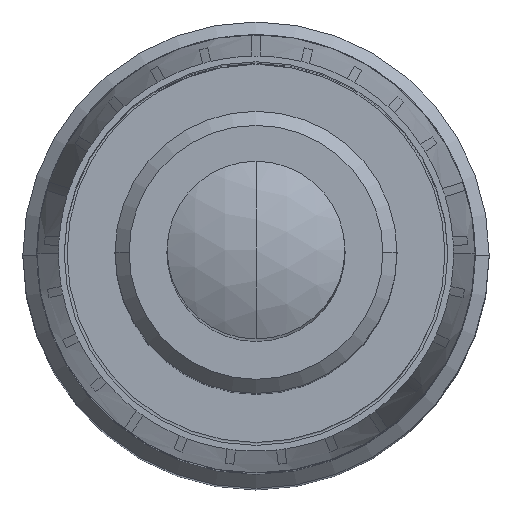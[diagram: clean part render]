
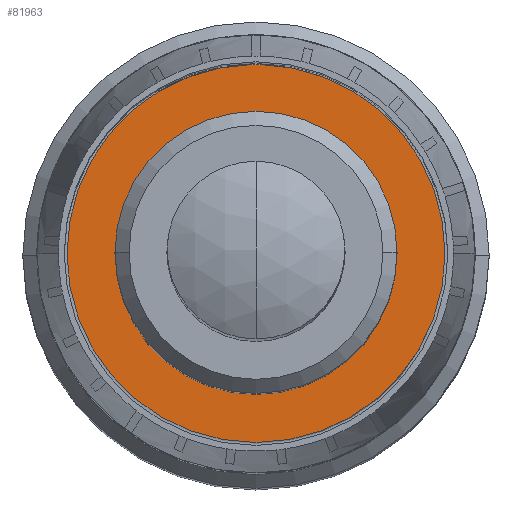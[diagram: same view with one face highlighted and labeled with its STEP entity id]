
A CAD part, top view. The second image highlights one B-rep face of the part: STEP entity #81963.
In plain terms, the highlighted planar face has unit normal (0, 0, 1).
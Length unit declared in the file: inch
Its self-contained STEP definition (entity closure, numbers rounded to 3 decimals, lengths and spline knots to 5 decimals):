
#10811 = CARTESIAN_POINT ( 'NONE',  ( 0.245, 0., 0.775 ) ) ;
#11080 = DIRECTION ( 'NONE',  ( 1., 0., 0. ) ) ;
#11081 = DIRECTION ( 'NONE',  ( 0., 0., 1. ) ) ;
#11083 = CARTESIAN_POINT ( 'NONE',  ( 0., 0., 0.775 ) ) ;
#11084 = AXIS2_PLACEMENT_3D ( 'NONE', #11083, #11081, #11080 ) ;
#11086 = CIRCLE ( 'NONE', #11084, 0.245 ) ;
#11140 = CARTESIAN_POINT ( 'NONE',  ( -0.245, 0., 0.775 ) ) ;
#24314 = AXIS2_PLACEMENT_3D ( 'NONE', #24337, #24336, #24335 ) ;
#24335 = DIRECTION ( 'NONE',  ( 1., 0., 0. ) ) ;
#24336 = DIRECTION ( 'NONE',  ( 0., 0., 1. ) ) ;
#24337 = CARTESIAN_POINT ( 'NONE',  ( 0., 0., 0.775 ) ) ;
#24338 = CIRCLE ( 'NONE', #24314, 0.335 ) ;
#24348 = CARTESIAN_POINT ( 'NONE',  ( 0.335, 0., 0.775 ) ) ;
#52564 = LINE ( 'NONE', #52567, #52655 ) ;
#52567 = CARTESIAN_POINT ( 'NONE',  ( 0.0075, 0.33492, 0.775 ) ) ;
#52605 = DIRECTION ( 'NONE',  ( 1., 0., 0. ) ) ;
#52607 = DIRECTION ( 'NONE',  ( 0., 0., 1. ) ) ;
#52611 = CIRCLE ( 'NONE', #52631, 0.335 ) ;
#52622 = CARTESIAN_POINT ( 'NONE',  ( 0., 0., 0.775 ) ) ;
#52631 = AXIS2_PLACEMENT_3D ( 'NONE', #52622, #52607, #52605 ) ;
#52654 = DIRECTION ( 'NONE',  ( 0.022, 1., 0. ) ) ;
#52655 = VECTOR ( 'NONE', #52654, 39.37008 ) ;
#52666 = CIRCLE ( 'NONE', #52762, 0.245 ) ;
#52702 = CARTESIAN_POINT ( 'NONE',  ( 0.00749, 0.33442, 0.775 ) ) ;
#52718 = DIRECTION ( 'NONE',  ( 1., 0., 0. ) ) ;
#52720 = DIRECTION ( 'NONE',  ( 0., 0., 1. ) ) ;
#52722 = CARTESIAN_POINT ( 'NONE',  ( 0., 0., 0.775 ) ) ;
#52762 = AXIS2_PLACEMENT_3D ( 'NONE', #52722, #52720, #52718 ) ;
#52786 = CARTESIAN_POINT ( 'NONE',  ( 0., 0., 0.775 ) ) ;
#52854 = DIRECTION ( 'NONE',  ( 1., 0., 0. ) ) ;
#52855 = DIRECTION ( 'NONE',  ( 0., 0., 1. ) ) ;
#52856 = CIRCLE ( 'NONE', #52866, 0.3345 ) ;
#52866 = AXIS2_PLACEMENT_3D ( 'NONE', #52786, #52855, #52854 ) ;
#52951 = CARTESIAN_POINT ( 'NONE',  ( 0.0075, 0.33492, 0.775 ) ) ;
#52959 = FACE_OUTER_BOUND ( 'NONE', #81879, .T. ) ;
#52965 = AXIS2_PLACEMENT_3D ( 'NONE', #53013, #53011, #53010 ) ;
#52969 = FACE_BOUND ( 'NONE', #82029, .T. ) ;
#52980 = PLANE ( 'NONE',  #52965 ) ;
#53010 = DIRECTION ( 'NONE',  ( -1., 0., 0. ) ) ;
#53011 = DIRECTION ( 'NONE',  ( 0., 0., -1. ) ) ;
#53013 = CARTESIAN_POINT ( 'NONE',  ( 0., 0.335, 0.775 ) ) ;
#53057 = DIRECTION ( 'NONE',  ( -0.022, 1., 0. ) ) ;
#53058 = VECTOR ( 'NONE', #53057, 39.37008 ) ;
#53060 = CARTESIAN_POINT ( 'NONE',  ( -0.0075, 0.33492, 0.775 ) ) ;
#53062 = LINE ( 'NONE', #53060, #53058 ) ;
#53083 = CARTESIAN_POINT ( 'NONE',  ( -0.00749, 0.33442, 0.775 ) ) ;
#81820 = EDGE_CURVE ( 'NONE', #81851, #81965, #52564, .T. ) ;
#81837 = EDGE_CURVE ( 'NONE', #134442, #81965, #52611, .T. ) ;
#81851 = VERTEX_POINT ( 'NONE', #52702 ) ;
#81867 = ORIENTED_EDGE ( 'NONE', *, *, #134446, .T. ) ;
#81879 = EDGE_LOOP ( 'NONE', ( #81881, #81867, #81889, #81885, #81883, #82016 ) ) ;
#81881 = ORIENTED_EDGE ( 'NONE', *, *, #130291, .T. ) ;
#81883 = ORIENTED_EDGE ( 'NONE', *, *, #81918, .T. ) ;
#81885 = ORIENTED_EDGE ( 'NONE', *, *, #81820, .F. ) ;
#81889 = ORIENTED_EDGE ( 'NONE', *, *, #81837, .T. ) ;
#81902 = EDGE_CURVE ( 'NONE', #125777, #125615, #52666, .T. ) ;
#81918 = EDGE_CURVE ( 'NONE', #81851, #82027, #52856, .T. ) ;
#81963 = ADVANCED_FACE ( 'NONE', ( #52959, #52969 ), #52980, .F. ) ;
#81965 = VERTEX_POINT ( 'NONE', #52951 ) ;
#82003 = ORIENTED_EDGE ( 'NONE', *, *, #125664, .F. ) ;
#82007 = ORIENTED_EDGE ( 'NONE', *, *, #81902, .F. ) ;
#82016 = ORIENTED_EDGE ( 'NONE', *, *, #82020, .T. ) ;
#82020 = EDGE_CURVE ( 'NONE', #82027, #130313, #53062, .T. ) ;
#82027 = VERTEX_POINT ( 'NONE', #53083 ) ;
#82029 = EDGE_LOOP ( 'NONE', ( #82003, #82007 ) ) ;
#113654 = CARTESIAN_POINT ( 'NONE',  ( -0.335, 0., 0.775 ) ) ;
#114225 = AXIS2_PLACEMENT_3D ( 'NONE', #114226, #114250, #114249 ) ;
#114226 = CARTESIAN_POINT ( 'NONE',  ( 0., 0., 0.775 ) ) ;
#114232 = CIRCLE ( 'NONE', #114225, 0.335 ) ;
#114249 = DIRECTION ( 'NONE',  ( 1., 0., 0. ) ) ;
#114250 = DIRECTION ( 'NONE',  ( 0., 0., 1. ) ) ;
#114320 = CARTESIAN_POINT ( 'NONE',  ( -0.0075, 0.33492, 0.775 ) ) ;
#125615 = VERTEX_POINT ( 'NONE', #10811 ) ;
#125664 = EDGE_CURVE ( 'NONE', #125615, #125777, #11086, .T. ) ;
#125777 = VERTEX_POINT ( 'NONE', #11140 ) ;
#130150 = VERTEX_POINT ( 'NONE', #113654 ) ;
#130291 = EDGE_CURVE ( 'NONE', #130313, #130150, #114232, .T. ) ;
#130313 = VERTEX_POINT ( 'NONE', #114320 ) ;
#134442 = VERTEX_POINT ( 'NONE', #24348 ) ;
#134446 = EDGE_CURVE ( 'NONE', #130150, #134442, #24338, .T. ) ;
